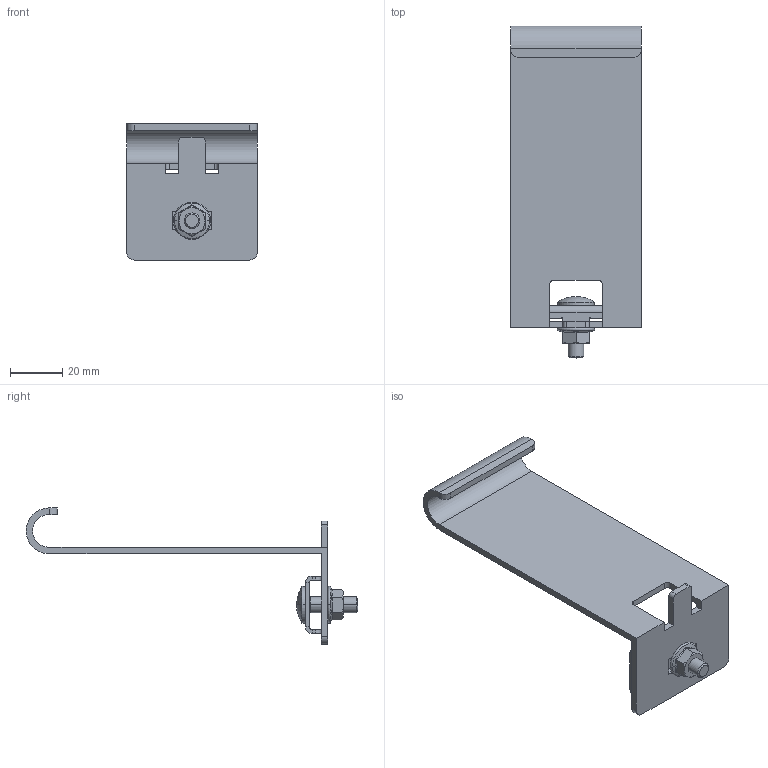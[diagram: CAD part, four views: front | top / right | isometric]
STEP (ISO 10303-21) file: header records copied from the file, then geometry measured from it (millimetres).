
FILE_DESCRIPTION((''),'2;1');
FILE_NAME('KTS_07_021-003_1_ASM','2013-09-19T',('AndreasKeweloh'),(''),'PRO/ENGINEER BY PARAMETRIC TECHNOLOGY CORPORATION, 2012360','PRO/ENGINEER BY PARAMETRIC TECHNOLOGY CORPORATION, 2012360','');
FILE_SCHEMA(('CONFIG_CONTROL_DESIGN'));
Length unit declared in the file: millimetre
Products named in the file (5): HEX_FLANGE_NUT_DIN_HEXAGON_FLAN; KTS_14_001-019_M6X25-; 048501; 062740; KTS_07_021-003_1_ASM
Assembly tree (4 placements, depth 2):
  KTS_07_021-003_1_ASM
    HEX_FLANGE_NUT_DIN_HEXAGON_FLAN
    KTS_14_001-019_M6X25-
    048501
    062740
Bounding box: 50 x 126.83 x 52 mm (x, y, z)
Volume: 23149.9 mm3; surface area: 21233.4 mm2
Topology: 4 solids, 4 shells, 121 faces, 298 edges, 185 vertices
Faces by surface type: plane 67, cylinder 26, cone 18, bspline 6, torus 2, sphere 2
Entity records: 4222 total; most frequent: CARTESIAN_POINT 1268, ORIENTED_EDGE 596, DIRECTION 582, EDGE_CURVE 298, AXIS2_PLACEMENT_3D 200, VERTEX_POINT 185, VECTOR 182, LINE 182
